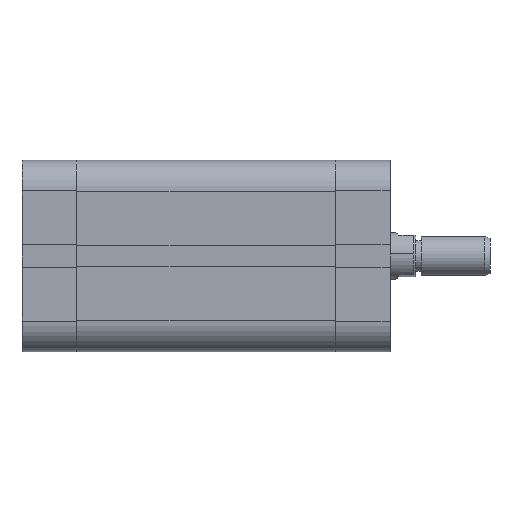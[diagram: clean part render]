
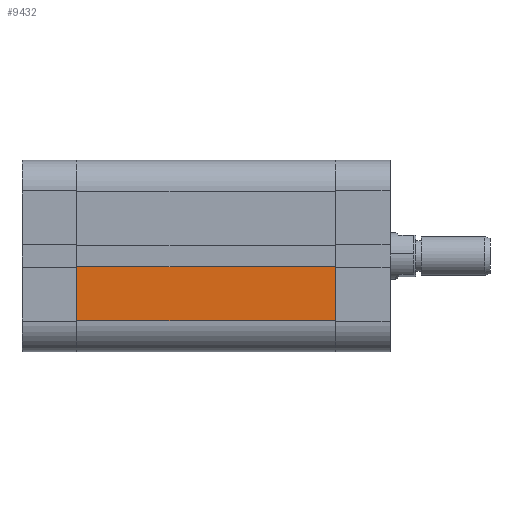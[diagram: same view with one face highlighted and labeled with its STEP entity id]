
A CAD part, front view. The second image highlights one B-rep face of the part: STEP entity #9432.
In plain terms, the highlighted planar face has unit normal (0, -1, 0).
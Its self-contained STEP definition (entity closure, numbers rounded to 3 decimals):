
#310 = LINE ( 'NONE', #29273, #28874 ) ;
#718 = AXIS2_PLACEMENT_3D ( 'NONE', #26818, #12192, #7702 ) ;
#3819 = VECTOR ( 'NONE', #31642, 1000. ) ;
#4824 = ORIENTED_EDGE ( 'NONE', *, *, #29232, .T. ) ;
#4895 = CARTESIAN_POINT ( 'NONE',  ( 66., -24.5, -2.8 ) ) ;
#5521 = VERTEX_POINT ( 'NONE', #5934 ) ;
#5934 = CARTESIAN_POINT ( 'NONE',  ( 66., -24.5, -16.5 ) ) ;
#7225 = FACE_OUTER_BOUND ( 'NONE', #31425, .T. ) ;
#7581 = DIRECTION ( 'NONE',  ( 0., 0., -1. ) ) ;
#7702 = DIRECTION ( 'NONE',  ( 0., 0., 1. ) ) ;
#8951 = VECTOR ( 'NONE', #28639, 1000. ) ;
#9432 = ADVANCED_FACE ( 'NONE', ( #7225 ), #25055, .F. ) ;
#11142 = VERTEX_POINT ( 'NONE', #21299 ) ;
#11605 = CARTESIAN_POINT ( 'NONE',  ( 0., -24.5, -24.5 ) ) ;
#12192 = DIRECTION ( 'NONE',  ( 0., 1., 0. ) ) ;
#14439 = CARTESIAN_POINT ( 'NONE',  ( 0., -24.5, -2.8 ) ) ;
#19143 = LINE ( 'NONE', #11605, #8951 ) ;
#19671 = LINE ( 'NONE', #24818, #30129 ) ;
#21299 = CARTESIAN_POINT ( 'NONE',  ( 0., -24.5, -16.5 ) ) ;
#21768 = DIRECTION ( 'NONE',  ( 1., 0., 0. ) ) ;
#21990 = VERTEX_POINT ( 'NONE', #4895 ) ;
#24526 = CARTESIAN_POINT ( 'NONE',  ( 66.001, -24.5, -2.8 ) ) ;
#24818 = CARTESIAN_POINT ( 'NONE',  ( 66., -24.5, -16.5 ) ) ;
#25055 = PLANE ( 'NONE',  #718 ) ;
#25154 = EDGE_CURVE ( 'NONE', #21990, #5521, #310, .T. ) ;
#25359 = ORIENTED_EDGE ( 'NONE', *, *, #25154, .F. ) ;
#26623 = LINE ( 'NONE', #24526, #3819 ) ;
#26818 = CARTESIAN_POINT ( 'NONE',  ( 66., -24.5, -24.5 ) ) ;
#26928 = ORIENTED_EDGE ( 'NONE', *, *, #31101, .T. ) ;
#27364 = EDGE_CURVE ( 'NONE', #21990, #30400, #26623, .T. ) ;
#28639 = DIRECTION ( 'NONE',  ( 0., 0., -1. ) ) ;
#28874 = VECTOR ( 'NONE', #7581, 1000. ) ;
#29232 = EDGE_CURVE ( 'NONE', #30400, #11142, #19143, .T. ) ;
#29273 = CARTESIAN_POINT ( 'NONE',  ( 66., -24.5, -24.5 ) ) ;
#29989 = ORIENTED_EDGE ( 'NONE', *, *, #27364, .T. ) ;
#30129 = VECTOR ( 'NONE', #21768, 1000. ) ;
#30400 = VERTEX_POINT ( 'NONE', #14439 ) ;
#31101 = EDGE_CURVE ( 'NONE', #11142, #5521, #19671, .T. ) ;
#31425 = EDGE_LOOP ( 'NONE', ( #29989, #4824, #26928, #25359 ) ) ;
#31642 = DIRECTION ( 'NONE',  ( -1., 0., 0. ) ) ;
